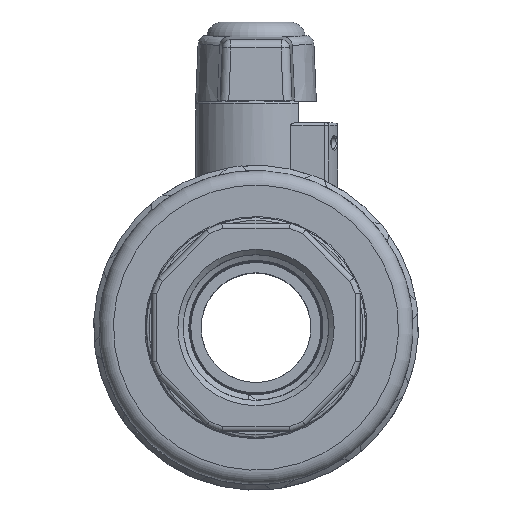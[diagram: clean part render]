
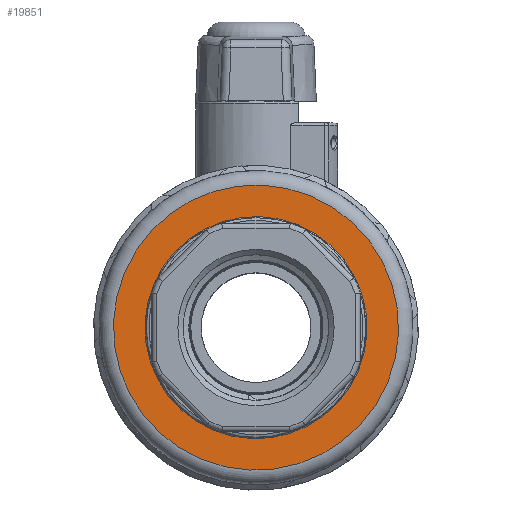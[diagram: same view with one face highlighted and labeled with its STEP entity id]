
A CAD part, top view. The second image highlights one B-rep face of the part: STEP entity #19851.
In plain terms, the highlighted face is planar.
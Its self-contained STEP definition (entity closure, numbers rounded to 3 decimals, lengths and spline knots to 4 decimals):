
#418=FACE_BOUND('',#4229,.T.);
#1112=PLANE('',#21543);
#1777=CIRCLE('',#21541,1.6235);
#1779=CIRCLE('',#21544,1.265);
#2991=FACE_OUTER_BOUND('',#4228,.T.);
#4228=EDGE_LOOP('',(#17553));
#4229=EDGE_LOOP('',(#17554));
#9498=VERTEX_POINT('',#43125);
#9499=VERTEX_POINT('',#43129);
#12237=EDGE_CURVE('',#9498,#9498,#1777,.T.);
#12239=EDGE_CURVE('',#9499,#9499,#1779,.T.);
#17553=ORIENTED_EDGE('',*,*,#12237,.T.);
#17554=ORIENTED_EDGE('',*,*,#12239,.F.);
#19851=ADVANCED_FACE('',(#2991,#418),#1112,.T.);
#21541=AXIS2_PLACEMENT_3D('',#43126,#25574,#25575);
#21543=AXIS2_PLACEMENT_3D('',#43128,#25578,#25579);
#21544=AXIS2_PLACEMENT_3D('',#43130,#25580,#25581);
#25574=DIRECTION('center_axis',(1.,0.,0.));
#25575=DIRECTION('ref_axis',(0.,1.,0.));
#25578=DIRECTION('center_axis',(1.,0.,0.));
#25579=DIRECTION('ref_axis',(0.,0.,-1.));
#25580=DIRECTION('center_axis',(1.,0.,0.));
#25581=DIRECTION('ref_axis',(0.,1.,0.));
#43125=CARTESIAN_POINT('',(0.,0.,
1.6235));
#43126=CARTESIAN_POINT('Origin',(0.,0.,0.));
#43128=CARTESIAN_POINT('Origin',(0.,1.4443,0.));
#43129=CARTESIAN_POINT('',(0.,-1.265,0.));
#43130=CARTESIAN_POINT('Origin',(0.,0.,0.));
